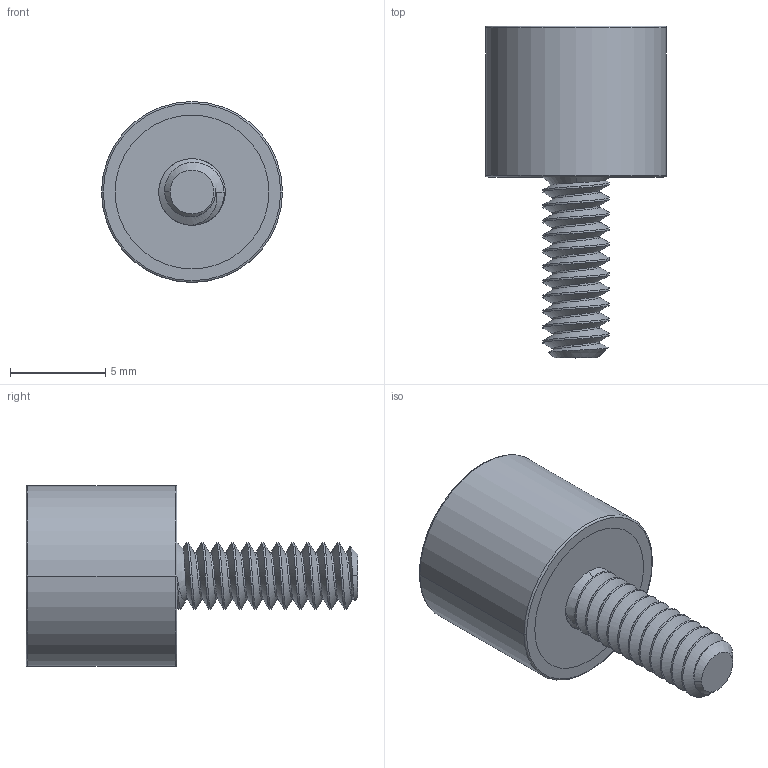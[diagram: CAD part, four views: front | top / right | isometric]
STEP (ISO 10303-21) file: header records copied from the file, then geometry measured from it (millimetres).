
FILE_DESCRIPTION (( 'STEP AP214' ), '1' );
FILE_NAME ('93945K101_Vibration-Damping Sandwich Mount with Stud and Insert.STEP', '2022-09-16T18:09:29', ( '' ), ( '' ), 'SwSTEP 2.0', 'SolidWorks 2022', '' );
FILE_SCHEMA (( 'AUTOMOTIVE_DESIGN' ));
Length unit declared in the file: inch
Products named in the file (1): 93945K101_Vibration-Damping Sandwich Mount with Stud and Insert
Bounding box: 9.53 x 17.46 x 9.53 mm (x, y, z)
Volume: 603.8 mm3; surface area: 1029.4 mm2
Topology: 3 solids, 3 shells, 72 faces, 183 edges, 120 vertices
Faces by surface type: cylinder 43, cone 10, plane 9, bspline 6, torus 4
Entity records: 5052 total; most frequent: CARTESIAN_POINT 3486, ORIENTED_EDGE 366, DIRECTION 262, EDGE_CURVE 183, VERTEX_POINT 120, AXIS2_PLACEMENT_3D 106, EDGE_LOOP 77, ADVANCED_FACE 72
